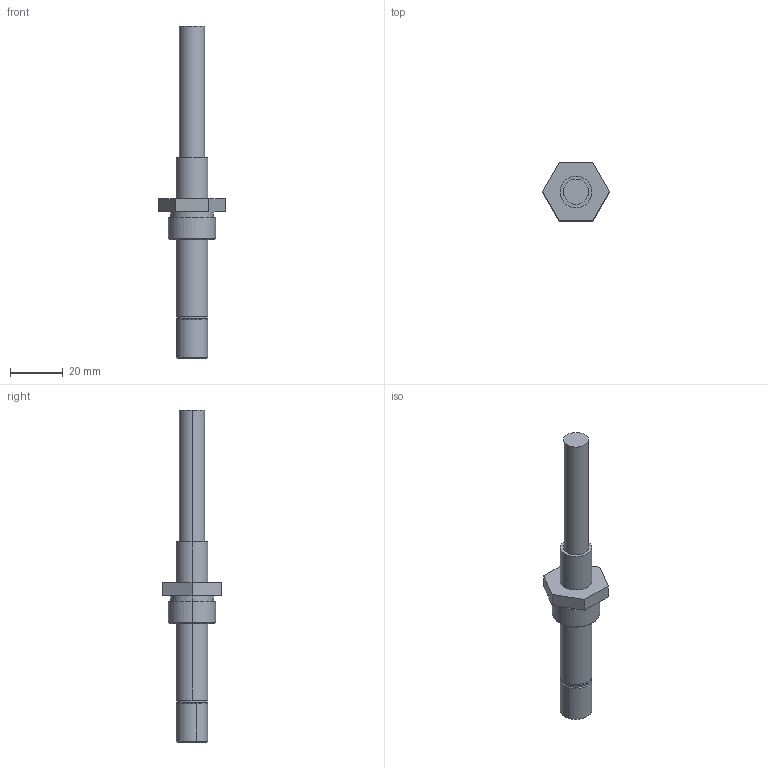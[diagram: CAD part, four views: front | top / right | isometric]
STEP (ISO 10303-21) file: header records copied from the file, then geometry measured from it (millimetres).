
FILE_DESCRIPTION (( 'STEP AP203' ), '1' );
FILE_NAME ('O2S-FR-T2-18BM-A.STEP', '2019-02-11T09:07:18', ( '' ), ( '' ), 'SwSTEP 2.0', 'SolidWorks 2018', '' );
FILE_SCHEMA (( 'CONFIG_CONTROL_DESIGN' ));
Length unit declared in the file: millimetre
Products named in the file (1): O2S-FR-T2-18BM-A
Bounding box: 25.4 x 22 x 125.9 mm (x, y, z)
Volume: 9518.3 mm3; surface area: 8342.4 mm2
Topology: 4 solids, 4 shells, 87 faces, 182 edges, 110 vertices
Faces by surface type: cone 32, cylinder 32, plane 21, torus 2
Entity records: 2419 total; most frequent: DIRECTION 458, CARTESIAN_POINT 380, ORIENTED_EDGE 364, AXIS2_PLACEMENT_3D 188, EDGE_CURVE 182, VERTEX_POINT 110, EDGE_LOOP 106, CIRCLE 100
